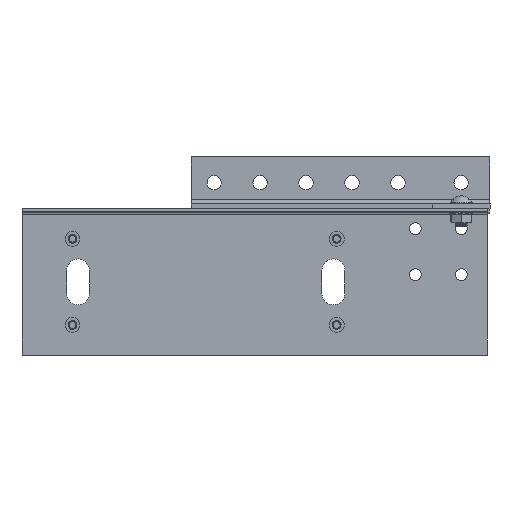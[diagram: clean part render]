
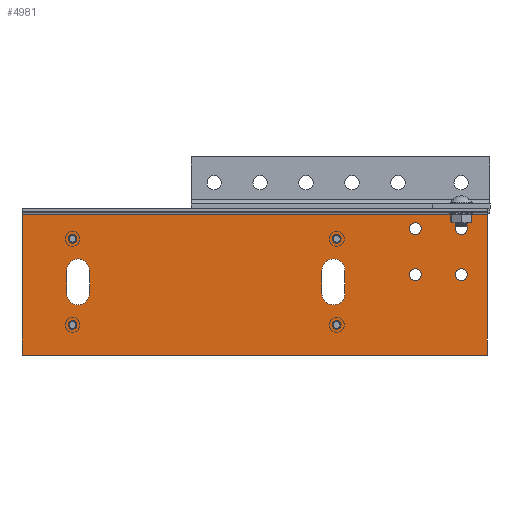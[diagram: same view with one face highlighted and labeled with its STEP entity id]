
A CAD part, front view. The second image highlights one B-rep face of the part: STEP entity #4981.
In plain terms, the highlighted face is planar.
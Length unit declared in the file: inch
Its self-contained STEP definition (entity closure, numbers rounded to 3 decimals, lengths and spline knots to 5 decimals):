
#446=FACE_BOUND('',#936,.T.);
#447=FACE_BOUND('',#937,.T.);
#448=FACE_BOUND('',#938,.T.);
#449=FACE_BOUND('',#939,.T.);
#450=FACE_BOUND('',#940,.T.);
#451=FACE_BOUND('',#941,.T.);
#452=FACE_BOUND('',#942,.T.);
#453=FACE_BOUND('',#943,.T.);
#454=FACE_BOUND('',#944,.T.);
#455=FACE_BOUND('',#945,.T.);
#677=FACE_OUTER_BOUND('',#935,.T.);
#935=EDGE_LOOP('',(#3329,#3330,#3331,#3332));
#936=EDGE_LOOP('',(#3333,#3334,#3335,#3336));
#937=EDGE_LOOP('',(#3337,#3338,#3339,#3340));
#938=EDGE_LOOP('',(#3341));
#939=EDGE_LOOP('',(#3342));
#940=EDGE_LOOP('',(#3343));
#941=EDGE_LOOP('',(#3344));
#942=EDGE_LOOP('',(#3345));
#943=EDGE_LOOP('',(#3346));
#944=EDGE_LOOP('',(#3347));
#945=EDGE_LOOP('',(#3348));
#1323=LINE('',#7175,#1553);
#1327=LINE('',#7182,#1557);
#1328=LINE('',#7185,#1558);
#1329=LINE('',#7186,#1559);
#1330=LINE('',#7191,#1560);
#1331=LINE('',#7194,#1561);
#1332=LINE('',#7199,#1562);
#1333=LINE('',#7202,#1563);
#1553=VECTOR('',#5913,0.3937);
#1557=VECTOR('',#5919,0.3937);
#1558=VECTOR('',#5922,0.3937);
#1559=VECTOR('',#5923,0.3937);
#1560=VECTOR('',#5926,0.3937);
#1561=VECTOR('',#5929,0.3937);
#1562=VECTOR('',#5932,0.3937);
#1563=VECTOR('',#5935,0.3937);
#1781=CIRCLE('',#5382,0.25);
#1782=CIRCLE('',#5383,0.25);
#1783=CIRCLE('',#5384,0.25);
#1784=CIRCLE('',#5385,0.25);
#1785=CIRCLE('',#5386,0.131);
#1786=CIRCLE('',#5387,0.131);
#1787=CIRCLE('',#5388,0.0795);
#1788=CIRCLE('',#5389,0.0795);
#1789=CIRCLE('',#5390,0.0795);
#1790=CIRCLE('',#5391,0.0795);
#1791=CIRCLE('',#5392,0.131);
#1792=CIRCLE('',#5393,0.131);
#2023=VERTEX_POINT('',#7159);
#2026=VERTEX_POINT('',#7166);
#2029=VERTEX_POINT('',#7180);
#2030=VERTEX_POINT('',#7184);
#2031=VERTEX_POINT('',#7187);
#2032=VERTEX_POINT('',#7188);
#2033=VERTEX_POINT('',#7190);
#2034=VERTEX_POINT('',#7192);
#2035=VERTEX_POINT('',#7195);
#2036=VERTEX_POINT('',#7196);
#2037=VERTEX_POINT('',#7198);
#2038=VERTEX_POINT('',#7200);
#2039=VERTEX_POINT('',#7203);
#2040=VERTEX_POINT('',#7205);
#2041=VERTEX_POINT('',#7207);
#2042=VERTEX_POINT('',#7209);
#2043=VERTEX_POINT('',#7211);
#2044=VERTEX_POINT('',#7213);
#2045=VERTEX_POINT('',#7215);
#2046=VERTEX_POINT('',#7217);
#2577=EDGE_CURVE('',#2023,#2026,#1323,.T.);
#2581=EDGE_CURVE('',#2029,#2026,#1327,.T.);
#2582=EDGE_CURVE('',#2030,#2029,#1328,.T.);
#2583=EDGE_CURVE('',#2023,#2030,#1329,.T.);
#2584=EDGE_CURVE('',#2031,#2032,#1781,.T.);
#2585=EDGE_CURVE('',#2032,#2033,#1330,.T.);
#2586=EDGE_CURVE('',#2033,#2034,#1782,.T.);
#2587=EDGE_CURVE('',#2034,#2031,#1331,.T.);
#2588=EDGE_CURVE('',#2035,#2036,#1783,.T.);
#2589=EDGE_CURVE('',#2036,#2037,#1332,.T.);
#2590=EDGE_CURVE('',#2037,#2038,#1784,.T.);
#2591=EDGE_CURVE('',#2038,#2035,#1333,.T.);
#2592=EDGE_CURVE('',#2039,#2039,#1785,.T.);
#2593=EDGE_CURVE('',#2040,#2040,#1786,.T.);
#2594=EDGE_CURVE('',#2041,#2041,#1787,.T.);
#2595=EDGE_CURVE('',#2042,#2042,#1788,.T.);
#2596=EDGE_CURVE('',#2043,#2043,#1789,.T.);
#2597=EDGE_CURVE('',#2044,#2044,#1790,.T.);
#2598=EDGE_CURVE('',#2045,#2045,#1791,.T.);
#2599=EDGE_CURVE('',#2046,#2046,#1792,.T.);
#3329=ORIENTED_EDGE('',*,*,#2577,.T.);
#3330=ORIENTED_EDGE('',*,*,#2581,.F.);
#3331=ORIENTED_EDGE('',*,*,#2582,.F.);
#3332=ORIENTED_EDGE('',*,*,#2583,.F.);
#3333=ORIENTED_EDGE('',*,*,#2584,.T.);
#3334=ORIENTED_EDGE('',*,*,#2585,.T.);
#3335=ORIENTED_EDGE('',*,*,#2586,.T.);
#3336=ORIENTED_EDGE('',*,*,#2587,.T.);
#3337=ORIENTED_EDGE('',*,*,#2588,.T.);
#3338=ORIENTED_EDGE('',*,*,#2589,.T.);
#3339=ORIENTED_EDGE('',*,*,#2590,.T.);
#3340=ORIENTED_EDGE('',*,*,#2591,.T.);
#3341=ORIENTED_EDGE('',*,*,#2592,.T.);
#3342=ORIENTED_EDGE('',*,*,#2593,.T.);
#3343=ORIENTED_EDGE('',*,*,#2594,.T.);
#3344=ORIENTED_EDGE('',*,*,#2595,.T.);
#3345=ORIENTED_EDGE('',*,*,#2596,.T.);
#3346=ORIENTED_EDGE('',*,*,#2597,.T.);
#3347=ORIENTED_EDGE('',*,*,#2598,.T.);
#3348=ORIENTED_EDGE('',*,*,#2599,.T.);
#4796=PLANE('',#5381);
#4981=ADVANCED_FACE('',(#677,#446,#447,#448,#449,#450,#451,#452,#453,#454,
#455),#4796,.T.);
#5381=AXIS2_PLACEMENT_3D('',#7183,#5920,#5921);
#5382=AXIS2_PLACEMENT_3D('',#7189,#5924,#5925);
#5383=AXIS2_PLACEMENT_3D('',#7193,#5927,#5928);
#5384=AXIS2_PLACEMENT_3D('',#7197,#5930,#5931);
#5385=AXIS2_PLACEMENT_3D('',#7201,#5933,#5934);
#5386=AXIS2_PLACEMENT_3D('',#7204,#5936,#5937);
#5387=AXIS2_PLACEMENT_3D('',#7206,#5938,#5939);
#5388=AXIS2_PLACEMENT_3D('',#7208,#5940,#5941);
#5389=AXIS2_PLACEMENT_3D('',#7210,#5942,#5943);
#5390=AXIS2_PLACEMENT_3D('',#7212,#5944,#5945);
#5391=AXIS2_PLACEMENT_3D('',#7214,#5946,#5947);
#5392=AXIS2_PLACEMENT_3D('',#7216,#5948,#5949);
#5393=AXIS2_PLACEMENT_3D('',#7218,#5950,#5951);
#5913=DIRECTION('',(0.,1.,0.));
#5919=DIRECTION('',(1.,0.,0.));
#5920=DIRECTION('center_axis',(0.,0.,1.));
#5921=DIRECTION('ref_axis',(1.,0.,0.));
#5922=DIRECTION('',(0.,1.,0.));
#5923=DIRECTION('',(-1.,0.,0.));
#5924=DIRECTION('center_axis',(0.,0.,-1.));
#5925=DIRECTION('ref_axis',(0.,1.,0.));
#5926=DIRECTION('',(-1.,0.,0.));
#5927=DIRECTION('center_axis',(0.,0.,-1.));
#5928=DIRECTION('ref_axis',(0.,-1.,0.));
#5929=DIRECTION('',(1.,0.,0.));
#5930=DIRECTION('center_axis',(0.,0.,-1.));
#5931=DIRECTION('ref_axis',(0.,-1.,0.));
#5932=DIRECTION('',(1.,0.,0.));
#5933=DIRECTION('center_axis',(0.,0.,-1.));
#5934=DIRECTION('ref_axis',(0.,1.,0.));
#5935=DIRECTION('',(-1.,0.,0.));
#5936=DIRECTION('center_axis',(0.,0.,-1.));
#5937=DIRECTION('ref_axis',(-1.,0.,0.));
#5938=DIRECTION('center_axis',(0.,0.,-1.));
#5939=DIRECTION('ref_axis',(-1.,0.,0.));
#5940=DIRECTION('center_axis',(0.,0.,-1.));
#5941=DIRECTION('ref_axis',(-1.,0.,0.));
#5942=DIRECTION('center_axis',(0.,0.,-1.));
#5943=DIRECTION('ref_axis',(-1.,0.,0.));
#5944=DIRECTION('center_axis',(0.,0.,-1.));
#5945=DIRECTION('ref_axis',(-1.,0.,0.));
#5946=DIRECTION('center_axis',(0.,0.,-1.));
#5947=DIRECTION('ref_axis',(-1.,0.,0.));
#5948=DIRECTION('center_axis',(0.,0.,-1.));
#5949=DIRECTION('ref_axis',(-1.,0.,0.));
#5950=DIRECTION('center_axis',(0.,0.,-1.));
#5951=DIRECTION('ref_axis',(-1.,0.,0.));
#7159=CARTESIAN_POINT('',(-0.05628,-5.0625,0.074));
#7166=CARTESIAN_POINT('',(-0.05628,5.0625,0.074));
#7175=CARTESIAN_POINT('',(-0.05628,2.53125,0.074));
#7180=CARTESIAN_POINT('',(-3.125,5.0625,0.074));
#7182=CARTESIAN_POINT('',(3.125,5.0625,0.074));
#7183=CARTESIAN_POINT('Origin',(0.,0.,
0.074));
#7184=CARTESIAN_POINT('',(-3.125,-5.0625,0.074));
#7185=CARTESIAN_POINT('',(-3.125,5.0625,0.074));
#7186=CARTESIAN_POINT('',(-3.125,-5.0625,0.074));
#7187=CARTESIAN_POINT('',(-1.282,-1.4675,0.074));
#7188=CARTESIAN_POINT('',(-1.282,-1.9675,0.074));
#7189=CARTESIAN_POINT('Origin',(-1.282,-1.7175,0.074));
#7190=CARTESIAN_POINT('',(-1.782,-1.9675,0.074));
#7191=CARTESIAN_POINT('',(-0.641,-1.9675,0.074));
#7192=CARTESIAN_POINT('',(-1.782,-1.4675,0.074));
#7193=CARTESIAN_POINT('Origin',(-1.782,-1.7175,0.074));
#7194=CARTESIAN_POINT('',(-0.891,-1.4675,0.074));
#7195=CARTESIAN_POINT('',(-1.782,3.5925,0.074));
#7196=CARTESIAN_POINT('',(-1.782,4.0925,0.074));
#7197=CARTESIAN_POINT('Origin',(-1.782,3.8425,0.074));
#7198=CARTESIAN_POINT('',(-1.282,4.0925,0.074));
#7199=CARTESIAN_POINT('',(-0.891,4.0925,0.074));
#7200=CARTESIAN_POINT('',(-1.282,3.5925,0.074));
#7201=CARTESIAN_POINT('Origin',(-1.282,3.8425,0.074));
#7202=CARTESIAN_POINT('',(-0.641,3.5925,0.074));
#7203=CARTESIAN_POINT('',(-1.244,-4.5,0.074));
#7204=CARTESIAN_POINT('Origin',(-1.375,-4.5,0.074));
#7205=CARTESIAN_POINT('',(-1.244,-3.5,0.074));
#7206=CARTESIAN_POINT('Origin',(-1.375,-3.5,0.074));
#7207=CARTESIAN_POINT('',(-2.3892,-1.7875,0.074));
#7208=CARTESIAN_POINT('Origin',(-2.4687,-1.7875,0.074));
#7209=CARTESIAN_POINT('',(-2.3892,3.9625,0.074));
#7210=CARTESIAN_POINT('Origin',(-2.4687,3.9625,0.074));
#7211=CARTESIAN_POINT('',(-0.5142,3.9625,0.074));
#7212=CARTESIAN_POINT('Origin',(-0.5937,3.9625,0.074));
#7213=CARTESIAN_POINT('',(-0.5142,-1.7875,0.074));
#7214=CARTESIAN_POINT('Origin',(-0.5937,-1.7875,0.074));
#7215=CARTESIAN_POINT('',(-0.244,-3.5,0.074));
#7216=CARTESIAN_POINT('Origin',(-0.375,-3.5,0.074));
#7217=CARTESIAN_POINT('',(-0.244,-4.5,0.074));
#7218=CARTESIAN_POINT('Origin',(-0.375,-4.5,0.074));
